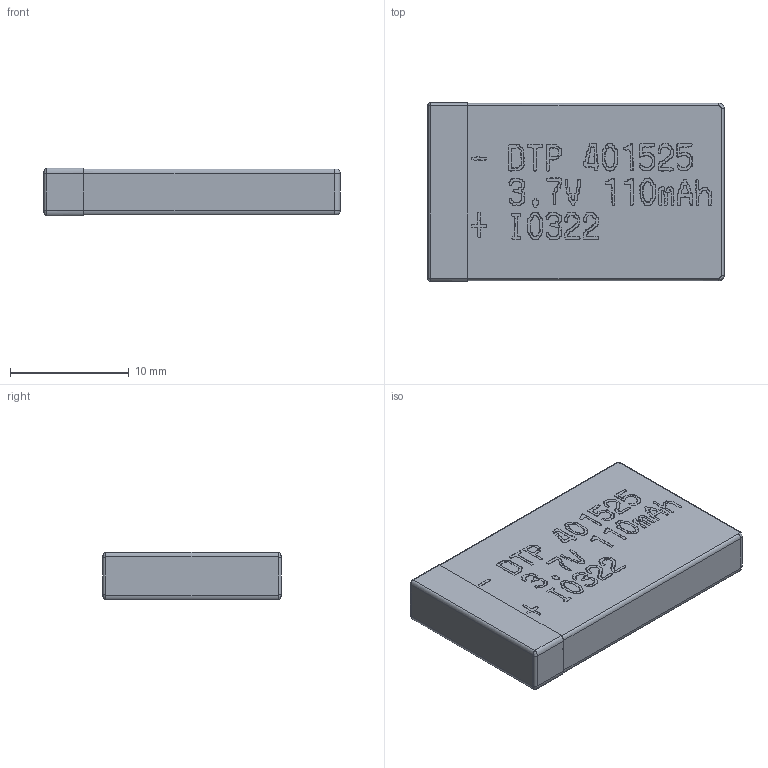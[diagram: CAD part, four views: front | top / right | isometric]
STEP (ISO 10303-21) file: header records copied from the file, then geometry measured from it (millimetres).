
FILE_DESCRIPTION(('FreeCAD Model'),'2;1');
FILE_NAME('Open CASCADE Shape Model','2025-05-31T17:39:51',(''),(''), 'Open CASCADE STEP processor 7.6','FreeCAD','Unknown');
FILE_SCHEMA(('AUTOMOTIVE_DESIGN { 1 0 10303 214 1 1 1 1 }'));
Length unit declared in the file: millimetre
Products named in the file (26): _3853_sparkfun_25x15x4; ShapeString; ShapeString001; ShapeString002; Shell001; kapton; Face019; Face; Face001; Face002; Face003; Face004; Face005; Face006; Face007; Face008; Face009; Face010; Face011; Face012; Face013; Face014; Face015; Face016; Face017; Face018
Assembly tree (25 placements, depth 3):
  _3853_sparkfun_25x15x4
    ShapeString
    ShapeString001
    ShapeString002
    Shell001
    kapton
      Face019
      Face
      Face001
      Face002
      Face003
      Face004
      Face005
      Face006
      Face007
      Face008
      Face009
      Face010
      Face011
      Face012
      Face013
      Face014
      Face015
      Face016
      Face017
      Face018
Bounding box: 24.96 x 15.05 x 4 mm (x, y, z)
Surface area: 1064.9 mm2 (no closed solid volume)
Topology: 0 solids, 49 shells, 65 faces, 5214 edges, 5194 vertices
Faces by surface type: bspline 37, plane 28
Entity records: 43248 total; most frequent: CARTESIAN_POINT 17740, ORIENTED_EDGE 5242, EDGE_CURVE 5210, VERTEX_POINT 5194, B_SPLINE_CURVE_WITH_KNOTS 3460, DIRECTION 1794, LINE 1686, VECTOR 1686
